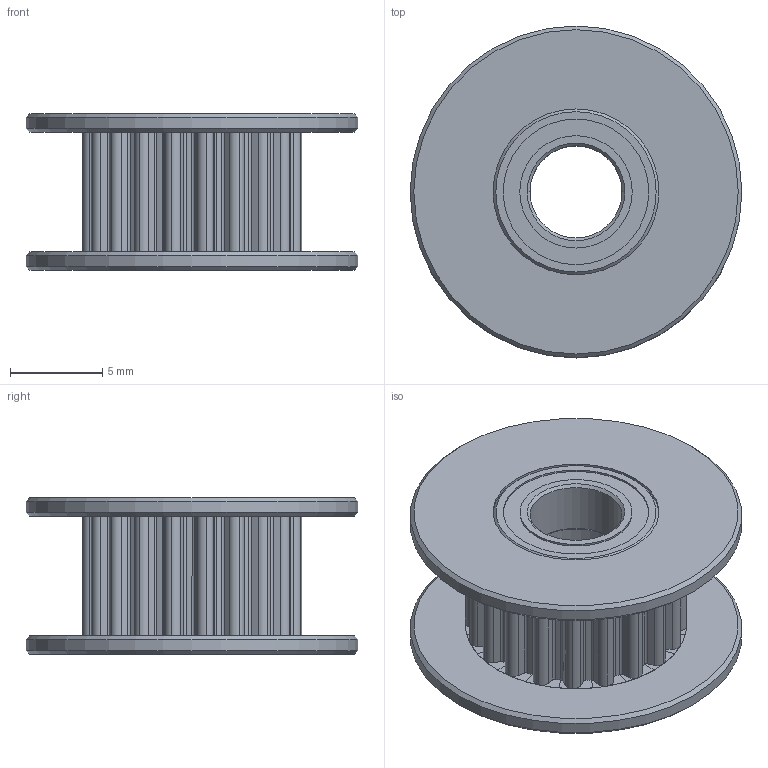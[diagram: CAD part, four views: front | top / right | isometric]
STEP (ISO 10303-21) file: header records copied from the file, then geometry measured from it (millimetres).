
FILE_DESCRIPTION(('FreeCAD Model'),'2;1');
FILE_NAME('idler-wheel_GT2-6mm-20T_bore_5.step', '2019-10-20T09:02:43',('Sisil Galog'),(''), 'Open CASCADE STEP processor 7.3','FreeCAD','Unknown');
FILE_SCHEMA(('CONFIG_CONTROL_DESIGN','SHAPE_APPEARANCE_LAYER_MIM'));
Length unit declared in the file: millimetre
Products named in the file (1): idler-wheel_GT2-6mm-20T_bore_5_001
Bounding box: 18 x 18 x 8.5 mm (x, y, z)
Volume: 1056.3 mm3; surface area: 2183.6 mm2
Topology: 5 solids, 5 shells, 277 faces, 631 edges, 376 vertices
Faces by surface type: plane 142, cylinder 123, cone 12
Full cylindrical faces by diameter (mm): 5 x2, 6 x1, 6.1 x6, 7.9 x6, 9 x4, 12 x2, 18 x2
Entity records: 18221 total; most frequent: CARTESIAN_POINT 3027, DIRECTION 2705, ORIENTED_EDGE 1262, PCURVE 1262, DEFINITIONAL_REPRESENTATION 1262, LINE 1233, VECTOR 1233, EDGE_CURVE 631
